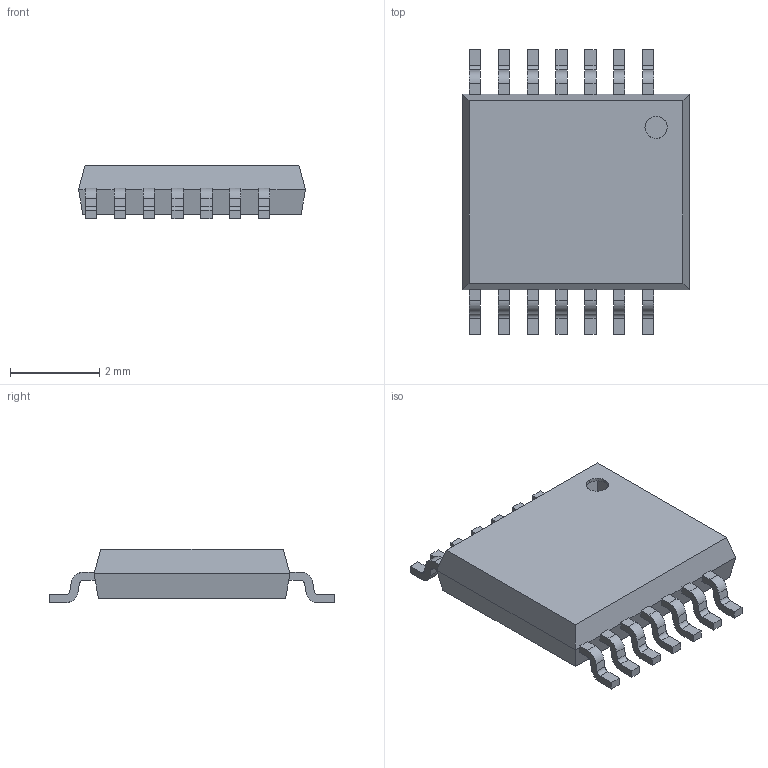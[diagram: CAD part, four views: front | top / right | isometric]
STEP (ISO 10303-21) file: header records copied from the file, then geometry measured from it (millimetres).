
FILE_DESCRIPTION(('FreeCAD Model'),'2;1');
FILE_NAME('Bloque 08.stp','2016-01-27T22:41:23',('FreeCAD'),('FreeCAD'), 'Open CASCADE STEP processor 6.8','FreeCAD','Unknown');
FILE_SCHEMA(('AUTOMOTIVE_DESIGN_CC2 { 1 2 10303 214 -1 1 5 4 }'));
Length unit declared in the file: millimetre
Products named in the file (1): Open CASCADE STEP translator 6.8 396
Bounding box: 5.1 x 6.4 x 1.2 mm (x, y, z)
Surface area: 77.2 mm2 (no closed solid volume)
Topology: 0 solids, 1 shells, 194 faces, 572 edges, 380 vertices
Faces by surface type: plane 136, bspline 58
Entity records: 18130 total; most frequent: CARTESIAN_POINT 10551, B_SPLINE_CURVE_WITH_KNOTS 1484, ORIENTED_EDGE 1142, PCURVE 1142, DEFINITIONAL_REPRESENTATION 1142, EDGE_CURVE 572, SURFACE_CURVE 572, VERTEX_POINT 380
